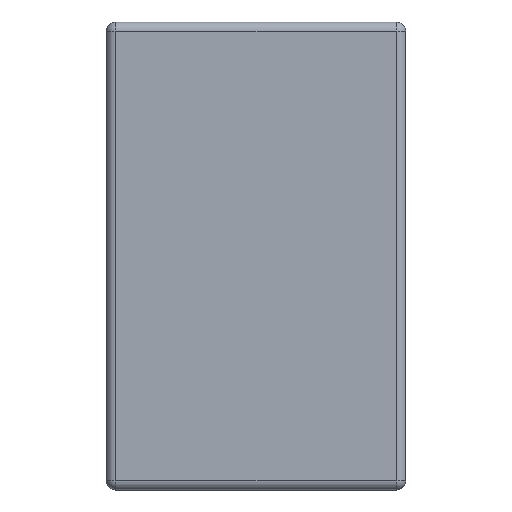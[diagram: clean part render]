
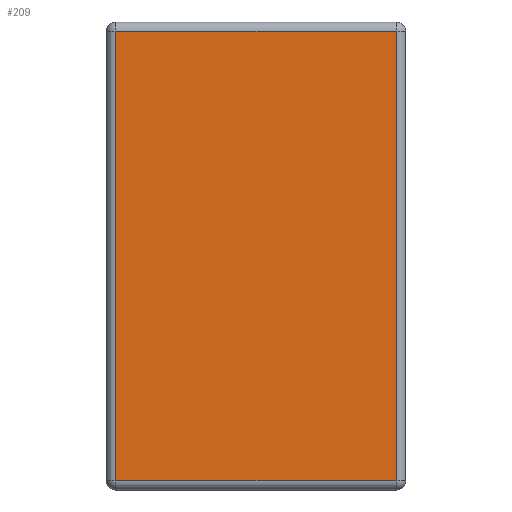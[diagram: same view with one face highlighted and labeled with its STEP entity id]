
A CAD part, left-side view. The second image highlights one B-rep face of the part: STEP entity #209.
In plain terms, the highlighted planar face has unit normal (-1, 0, 0).
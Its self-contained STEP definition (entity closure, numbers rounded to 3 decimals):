
#207 = CARTESIAN_POINT ( 'NONE',  ( -1.6, 1.55, 1.2 ) ) ;
#209 = ADVANCED_FACE ( 'NONE', ( #1496 ), #1310, .F. ) ;
#270 = ORIENTED_EDGE ( 'NONE', *, *, #1522, .T. ) ;
#272 = ORIENTED_EDGE ( 'NONE', *, *, #626, .T. ) ;
#293 = ORIENTED_EDGE ( 'NONE', *, *, #1370, .T. ) ;
#303 = ORIENTED_EDGE ( 'NONE', *, *, #803, .T. ) ;
#308 = CARTESIAN_POINT ( 'NONE',  ( -1.6, 0.05, 1.2 ) ) ;
#446 = CARTESIAN_POINT ( 'NONE',  ( -1.6, 1.55, -1.2 ) ) ;
#456 = VERTEX_POINT ( 'NONE', #207 ) ;
#488 = CARTESIAN_POINT ( 'NONE',  ( -1.6, 0.05, -1.2 ) ) ;
#602 = VERTEX_POINT ( 'NONE', #446 ) ;
#624 = DIRECTION ( 'NONE',  ( 0., 0., -1. ) ) ;
#626 = EDGE_CURVE ( 'NONE', #456, #602, #1555, .T. ) ;
#762 = LINE ( 'NONE', #1434, #1449 ) ;
#803 = EDGE_CURVE ( 'NONE', #810, #986, #1516, .T. ) ;
#804 = VECTOR ( 'NONE', #1571, 1000. ) ;
#810 = VERTEX_POINT ( 'NONE', #488 ) ;
#926 = CARTESIAN_POINT ( 'NONE',  ( -1.6, 1.55, 1.25 ) ) ;
#943 = DIRECTION ( 'NONE',  ( 0., 0., -1. ) ) ;
#946 = DIRECTION ( 'NONE',  ( 1., 0., 0. ) ) ;
#951 = CARTESIAN_POINT ( 'NONE',  ( -1.6, 1.6, 1.25 ) ) ;
#975 = VECTOR ( 'NONE', #1191, 1000. ) ;
#986 = VERTEX_POINT ( 'NONE', #308 ) ;
#1012 = EDGE_LOOP ( 'NONE', ( #272, #293, #303, #270 ) ) ;
#1183 = CARTESIAN_POINT ( 'NONE',  ( -1.6, 1.6, -1.2 ) ) ;
#1191 = DIRECTION ( 'NONE',  ( 0., -1., 0. ) ) ;
#1231 = VECTOR ( 'NONE', #624, 1000. ) ;
#1310 = PLANE ( 'NONE',  #1675 ) ;
#1370 = EDGE_CURVE ( 'NONE', #602, #810, #1661, .T. ) ;
#1373 = CARTESIAN_POINT ( 'NONE',  ( -1.6, 0.05, 1.25 ) ) ;
#1426 = DIRECTION ( 'NONE',  ( 0., 1., 0. ) ) ;
#1434 = CARTESIAN_POINT ( 'NONE',  ( -1.6, 1.6, 1.2 ) ) ;
#1449 = VECTOR ( 'NONE', #1426, 1000. ) ;
#1496 = FACE_OUTER_BOUND ( 'NONE', #1012, .T. ) ;
#1516 = LINE ( 'NONE', #1373, #804 ) ;
#1522 = EDGE_CURVE ( 'NONE', #986, #456, #762, .T. ) ;
#1555 = LINE ( 'NONE', #926, #1231 ) ;
#1571 = DIRECTION ( 'NONE',  ( 0., 0., 1. ) ) ;
#1661 = LINE ( 'NONE', #1183, #975 ) ;
#1675 = AXIS2_PLACEMENT_3D ( 'NONE', #951, #946, #943 ) ;
